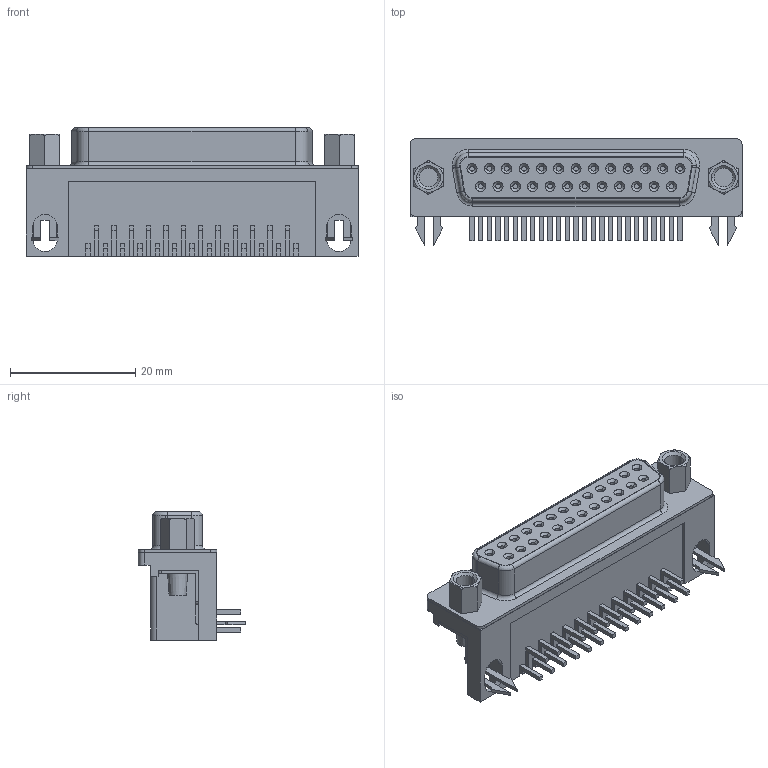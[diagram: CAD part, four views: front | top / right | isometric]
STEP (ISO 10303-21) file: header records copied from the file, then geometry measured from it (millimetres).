
FILE_DESCRIPTION (( 'STEP AP214' ), '1' );
FILE_NAME ('D-DEFAU0428758523264.step', '2006-04-28T11:58:55', ( 'sysadmin' ), ( 'SolidWorks' ), 'SwSTEP 2.0', 'SolidWorks 2006079', '' );
FILE_SCHEMA (( 'AUTOMOTIVE_DESIGN' ));
Length unit declared in the file: millimetre
Products named in the file (1): D-DEFAU0428758523264
Bounding box: 53.04 x 17.15 x 20.5 mm (x, y, z)
Volume: 8655.6 mm3; surface area: 9500.4 mm2
Topology: 34 solids, 34 shells, 565 faces, 1399 edges, 905 vertices
Faces by surface type: plane 379, cylinder 106, cone 58, torus 22
Entity records: 17184 total; most frequent: CARTESIAN_POINT 3054, DIRECTION 2806, ORIENTED_EDGE 2798, EDGE_CURVE 1399, LINE 1076, VECTOR 1076, VERTEX_POINT 905, AXIS2_PLACEMENT_3D 865
